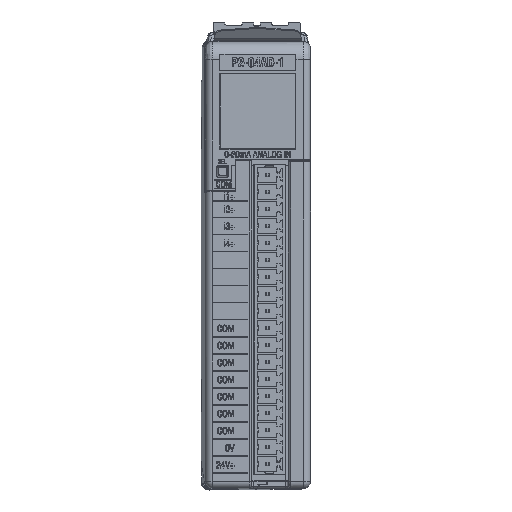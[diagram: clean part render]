
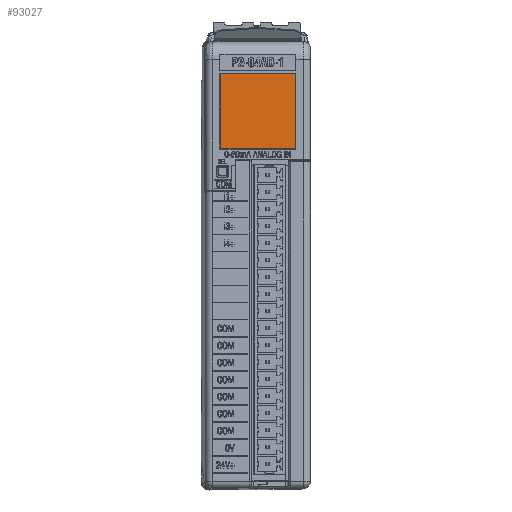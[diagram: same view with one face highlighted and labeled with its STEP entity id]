
A CAD part, top view. The second image highlights one B-rep face of the part: STEP entity #93027.
In plain terms, the highlighted planar face has unit normal (0.009, 0, 1).
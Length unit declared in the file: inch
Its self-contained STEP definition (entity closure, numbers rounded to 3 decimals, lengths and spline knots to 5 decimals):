
#974 = CARTESIAN_POINT ( 'NONE',  ( 0.4484, 1.43845, 3.65071 ) ) ;
#7895 = CARTESIAN_POINT ( 'NONE',  ( -0.2021, 1.44171, 3.65639 ) ) ;
#8352 = AXIS2_PLACEMENT_3D ( 'NONE', #139171, #139665, #67615 ) ;
#9107 = ORIENTED_EDGE ( 'NONE', *, *, #112828, .F. ) ;
#15123 = EDGE_LOOP ( 'NONE', ( #155095, #72573, #77852, #16834, #16388, #9107, #42737, #120465 ) ) ;
#16388 = ORIENTED_EDGE ( 'NONE', *, *, #142715, .F. ) ;
#16834 = ORIENTED_EDGE ( 'NONE', *, *, #147226, .F. ) ;
#17259 = CARTESIAN_POINT ( 'NONE',  ( -0.20997, 0.78657, 3.65646 ) ) ;
#17359 = EDGE_CURVE ( 'NONE', #115424, #84880, #71252, .T. ) ;
#17991 = VERTEX_POINT ( 'NONE', #33333 ) ;
#19922 = VERTEX_POINT ( 'NONE', #119622 ) ;
#20396 = CARTESIAN_POINT ( 'NONE',  ( -0.20997, 1.43845, 3.65646 ) ) ;
#26436 =( BOUNDED_CURVE ( )  B_SPLINE_CURVE ( 3, ( #106595, #39060, #974, #60507 ),
 .UNSPECIFIED., .F., .F. ) 
 B_SPLINE_CURVE_WITH_KNOTS ( ( 4, 4 ),
 ( 2.35635, 3.92684 ),
 .UNSPECIFIED. ) 
 CURVE ( )  GEOMETRIC_REPRESENTATION_ITEM ( )  RATIONAL_B_SPLINE_CURVE ( ( 1., 0.805, 0.805, 1. ) ) 
 REPRESENTATION_ITEM ( '' )  );
#28760 =( BOUNDED_CURVE ( )  B_SPLINE_CURVE ( 3, ( #7895, #102001, #20396, #30353 ),
 .UNSPECIFIED., .F., .F. ) 
 B_SPLINE_CURVE_WITH_KNOTS ( ( 4, 4 ),
 ( 2.35635, 3.92684 ),
 .UNSPECIFIED. ) 
 CURVE ( )  GEOMETRIC_REPRESENTATION_ITEM ( )  RATIONAL_B_SPLINE_CURVE ( ( 1., 0.805, 0.805, 1. ) ) 
 REPRESENTATION_ITEM ( '' )  );
#29416 = LINE ( 'NONE', #130048, #100531 ) ;
#30205 = EDGE_CURVE ( 'NONE', #115424, #19922, #28760, .T. ) ;
#30353 = CARTESIAN_POINT ( 'NONE',  ( -0.20997, 1.43383, 3.65646 ) ) ;
#33221 = CARTESIAN_POINT ( 'NONE',  ( -0.20997, 1.50424, 3.65646 ) ) ;
#33333 = CARTESIAN_POINT ( 'NONE',  ( 0.4484, 1.43383, 3.65071 ) ) ;
#37705 = VERTEX_POINT ( 'NONE', #81276 ) ;
#38810 = CARTESIAN_POINT ( 'NONE',  ( -0.2021, 1.44171, 3.65639 ) ) ;
#39060 = CARTESIAN_POINT ( 'NONE',  ( 0.44514, 1.44171, 3.65074 ) ) ;
#42737 = ORIENTED_EDGE ( 'NONE', *, *, #117864, .F. ) ;
#47361 = CARTESIAN_POINT ( 'NONE',  ( 0.44053, 1.44171, 3.65078 ) ) ;
#47396 = VERTEX_POINT ( 'NONE', #116456 ) ;
#50673 = FACE_OUTER_BOUND ( 'NONE', #15123, .T. ) ;
#55518 = PLANE ( 'NONE',  #8352 ) ;
#56865 = DIRECTION ( 'NONE',  ( -1., 0., 0.009 ) ) ;
#60507 = CARTESIAN_POINT ( 'NONE',  ( 0.4484, 1.43383, 3.65071 ) ) ;
#61806 = DIRECTION ( 'NONE',  ( 1., 0., -0.009 ) ) ;
#67615 = DIRECTION ( 'NONE',  ( 1., 0., -0.009 ) ) ;
#67729 = VECTOR ( 'NONE', #139516, 39.37008 ) ;
#68209 = VERTEX_POINT ( 'NONE', #97212 ) ;
#68905 = EDGE_CURVE ( 'NONE', #84880, #17991, #26436, .T. ) ;
#69078 = CARTESIAN_POINT ( 'NONE',  ( 0.4484, 0.79118, 3.65071 ) ) ;
#69216 = VECTOR ( 'NONE', #144433, 39.37008 ) ;
#71160 = CARTESIAN_POINT ( 'NONE',  ( 0.44514, 0.78331, 3.65074 ) ) ;
#71252 = LINE ( 'NONE', #38810, #105003 ) ;
#72573 = ORIENTED_EDGE ( 'NONE', *, *, #30205, .T. ) ;
#77399 = CARTESIAN_POINT ( 'NONE',  ( -0.20997, 0.79118, 3.65646 ) ) ;
#77852 = ORIENTED_EDGE ( 'NONE', *, *, #86397, .F. ) ;
#77951 = CARTESIAN_POINT ( 'NONE',  ( -0.2021, 0.78331, 3.65639 ) ) ;
#81276 = CARTESIAN_POINT ( 'NONE',  ( 0.44053, 0.78331, 3.65078 ) ) ;
#84880 = VERTEX_POINT ( 'NONE', #47361 ) ;
#86397 = EDGE_CURVE ( 'NONE', #47396, #19922, #130788, .T. ) ;
#93027 = ADVANCED_FACE ( 'NONE', ( #50673 ), #55518, .T. ) ;
#94125 =( BOUNDED_CURVE ( )  B_SPLINE_CURVE ( 3, ( #77951, #102969, #17259, #77399 ),
 .UNSPECIFIED., .F., .T. ) 
 B_SPLINE_CURVE_WITH_KNOTS ( ( 4, 4 ),
 ( 2.35635, 3.92684 ),
 .UNSPECIFIED. ) 
 CURVE ( )  GEOMETRIC_REPRESENTATION_ITEM ( )  RATIONAL_B_SPLINE_CURVE ( ( 1., 0.805, 0.805, 1. ) ) 
 REPRESENTATION_ITEM ( '' )  );
#97212 = CARTESIAN_POINT ( 'NONE',  ( -0.2021, 0.78331, 3.65639 ) ) ;
#100531 = VECTOR ( 'NONE', #56865, 39.37008 ) ;
#102001 = CARTESIAN_POINT ( 'NONE',  ( -0.20671, 1.44171, 3.65643 ) ) ;
#102969 = CARTESIAN_POINT ( 'NONE',  ( -0.20671, 0.78331, 3.65643 ) ) ;
#105003 = VECTOR ( 'NONE', #61806, 39.37008 ) ;
#106178 = CARTESIAN_POINT ( 'NONE',  ( 0.4484, 0.79118, 3.65071 ) ) ;
#106595 = CARTESIAN_POINT ( 'NONE',  ( 0.44053, 1.44171, 3.65078 ) ) ;
#111379 =( BOUNDED_CURVE ( )  B_SPLINE_CURVE ( 3, ( #106178, #142701, #71160, #143730 ),
 .UNSPECIFIED., .F., .F. ) 
 B_SPLINE_CURVE_WITH_KNOTS ( ( 4, 4 ),
 ( 2.35635, 3.92684 ),
 .UNSPECIFIED. ) 
 CURVE ( )  GEOMETRIC_REPRESENTATION_ITEM ( )  RATIONAL_B_SPLINE_CURVE ( ( 1., 0.805, 0.805, 1. ) ) 
 REPRESENTATION_ITEM ( '' )  );
#112828 = EDGE_CURVE ( 'NONE', #133035, #37705, #111379, .T. ) ;
#115424 = VERTEX_POINT ( 'NONE', #122161 ) ;
#116456 = CARTESIAN_POINT ( 'NONE',  ( -0.20997, 0.79118, 3.65646 ) ) ;
#117864 = EDGE_CURVE ( 'NONE', #17991, #133035, #123793, .T. ) ;
#119622 = CARTESIAN_POINT ( 'NONE',  ( -0.20997, 1.43383, 3.65646 ) ) ;
#120465 = ORIENTED_EDGE ( 'NONE', *, *, #68905, .F. ) ;
#122161 = CARTESIAN_POINT ( 'NONE',  ( -0.2021, 1.44171, 3.65639 ) ) ;
#123793 = LINE ( 'NONE', #151039, #67729 ) ;
#130048 = CARTESIAN_POINT ( 'NONE',  ( 0.44053, 0.78331, 3.65078 ) ) ;
#130788 = LINE ( 'NONE', #33221, #69216 ) ;
#133035 = VERTEX_POINT ( 'NONE', #69078 ) ;
#139171 = CARTESIAN_POINT ( 'NONE',  ( -0.2105, 1.44223, 3.65646 ) ) ;
#139516 = DIRECTION ( 'NONE',  ( 0., -1., 0. ) ) ;
#139665 = DIRECTION ( 'NONE',  ( 0.009, 0., 1. ) ) ;
#142701 = CARTESIAN_POINT ( 'NONE',  ( 0.4484, 0.78657, 3.65071 ) ) ;
#142715 = EDGE_CURVE ( 'NONE', #37705, #68209, #29416, .T. ) ;
#143730 = CARTESIAN_POINT ( 'NONE',  ( 0.44053, 0.78331, 3.65078 ) ) ;
#144433 = DIRECTION ( 'NONE',  ( 0., 1., 0. ) ) ;
#147226 = EDGE_CURVE ( 'NONE', #68209, #47396, #94125, .T. ) ;
#151039 = CARTESIAN_POINT ( 'NONE',  ( 0.4484, 1.50424, 3.65071 ) ) ;
#155095 = ORIENTED_EDGE ( 'NONE', *, *, #17359, .F. ) ;
